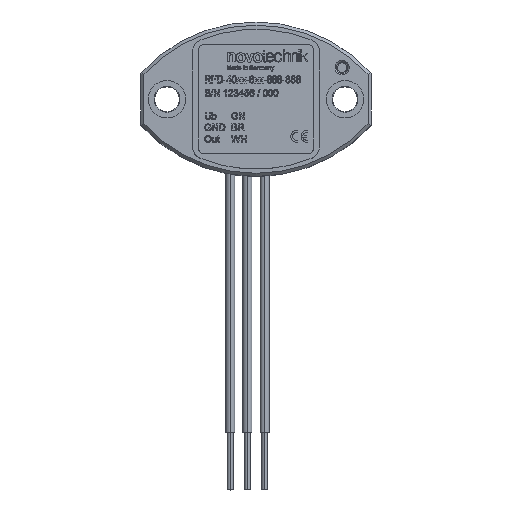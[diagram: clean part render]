
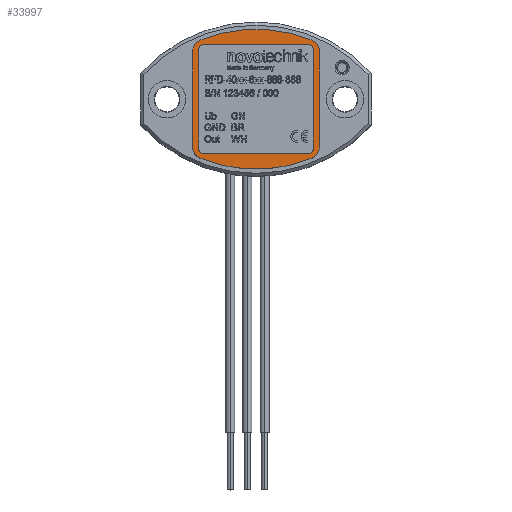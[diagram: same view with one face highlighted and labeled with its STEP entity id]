
A CAD part, top view. The second image highlights one B-rep face of the part: STEP entity #33997.
In plain terms, the highlighted planar face has unit normal (0, 0, 1).
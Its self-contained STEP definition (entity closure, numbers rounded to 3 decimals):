
#495 = AXIS2_PLACEMENT_3D ( 'NONE', #69363, #15052, #78457 ) ;
#5503 = B_SPLINE_CURVE_WITH_KNOTS ( 'NONE', 3,
 ( #8657, #46287, #64504, #10221, #73608, #19318, #82752, #28474, #91912, #37547 ),
 .UNSPECIFIED., .F., .F.,
 ( 4, 2, 2, 2, 4 ),
 ( 0., 0.001, 0.001, 0.002, 0.002 ),
 .UNSPECIFIED. ) ;
#6836 = CARTESIAN_POINT ( 'NONE',  ( -10.996, -8.417, 6.6 ) ) ;
#7620 = CARTESIAN_POINT ( 'NONE',  ( -10.767, -9.366, 6.6 ) ) ;
#8657 = CARTESIAN_POINT ( 'NONE',  ( -9.754, 10.267, 6.6 ) ) ;
#8659 = EDGE_CURVE ( 'NONE', #45185, #28691, #25050, .T. ) ;
#10221 = CARTESIAN_POINT ( 'NONE',  ( -10.412, 9.842, 6.6 ) ) ;
#10498 = VECTOR ( 'NONE', #94625, 1000. ) ;
#10816 = FACE_OUTER_BOUND ( 'NONE', #22848, .T. ) ;
#10884 = CARTESIAN_POINT ( 'NONE',  ( 9.938, -10.192, 6.6 ) ) ;
#11652 = CARTESIAN_POINT ( 'NONE',  ( 10.106, -10.092, 6.6 ) ) ;
#12244 = CARTESIAN_POINT ( 'NONE',  ( -10.996, -8.417, 6.6 ) ) ;
#13082 = PLANE ( 'NONE',  #32441 ) ;
#13135 = CARTESIAN_POINT ( 'NONE',  ( 10.967, 8.809, 6.6 ) ) ;
#13259 = CARTESIAN_POINT ( 'NONE',  ( 9.938, 10.192, 6.6 ) ) ;
#14700 = LINE ( 'NONE', #98643, #111224 ) ;
#14714 = EDGE_CURVE ( 'NONE', #61370, #45185, #14700, .T. ) ;
#15052 = DIRECTION ( 'NONE',  ( 0., 0., 1. ) ) ;
#16338 = CARTESIAN_POINT ( 'NONE',  ( -10.996, -8.615, 6.6 ) ) ;
#16749 = CARTESIAN_POINT ( 'NONE',  ( -10.414, -9.841, 6.6 ) ) ;
#17022 = DIRECTION ( 'NONE',  ( 0., 1., 0. ) ) ;
#19318 = CARTESIAN_POINT ( 'NONE',  ( -10.765, 9.369, 6.6 ) ) ;
#19994 = CARTESIAN_POINT ( 'NONE',  ( -9.754, 10.267, 6.6 ) ) ;
#20747 = CARTESIAN_POINT ( 'NONE',  ( 10.546, -9.696, 6.6 ) ) ;
#22848 = EDGE_LOOP ( 'NONE', ( #54335, #75945, #61437, #76079, #78323, #112735, #113335, #24446 ) ) ;
#24446 = ORIENTED_EDGE ( 'NONE', *, *, #82417, .T. ) ;
#25050 = B_SPLINE_CURVE_WITH_KNOTS ( 'NONE', 3,
 ( #77621, #60003, #13135, #61721, #99994, #110093, #58326, #114437, #13259, #53787 ),
 .UNSPECIFIED., .F., .F.,
 ( 4, 2, 2, 2, 4 ),
 ( 0., 0.001, 0.001, 0.002, 0.002 ),
 .UNSPECIFIED. ) ;
#25890 = CARTESIAN_POINT ( 'NONE',  ( -9.938, -10.192, 6.6 ) ) ;
#28474 = CARTESIAN_POINT ( 'NONE',  ( -10.966, 8.814, 6.6 ) ) ;
#28691 = VERTEX_POINT ( 'NONE', #56910 ) ;
#29900 = CARTESIAN_POINT ( 'NONE',  ( 10.851, -9.189, 6.6 ) ) ;
#31766 = CARTESIAN_POINT ( 'NONE',  ( 0., -14.1, 6.6 ) ) ;
#32441 = AXIS2_PLACEMENT_3D ( 'NONE', #31766, #95196, #40859 ) ;
#33997 = ADVANCED_FACE ( 'NONE', ( #10816 ), #13082, .T. ) ;
#37474 = EDGE_CURVE ( 'NONE', #70392, #110215, #79954, .T. ) ;
#37547 = CARTESIAN_POINT ( 'NONE',  ( -10.996, 8.417, 6.6 ) ) ;
#38240 = DIRECTION ( 'NONE',  ( 0., 0., 1. ) ) ;
#38991 = CARTESIAN_POINT ( 'NONE',  ( 10.996, -8.615, 6.6 ) ) ;
#40859 = DIRECTION ( 'NONE',  ( 1., 0., 0. ) ) ;
#45185 = VERTEX_POINT ( 'NONE', #57777 ) ;
#45651 = EDGE_CURVE ( 'NONE', #57367, #70392, #5503, .T. ) ;
#46287 = CARTESIAN_POINT ( 'NONE',  ( -9.938, 10.192, 6.6 ) ) ;
#50376 = B_SPLINE_CURVE_WITH_KNOTS ( 'NONE', 3,
 ( #92974, #10884, #11652, #75068, #20747, #84199, #29900, #93363, #38991, #102420 ),
 .UNSPECIFIED., .F., .F.,
 ( 4, 2, 2, 2, 4 ),
 ( 0., 0.001, 0.001, 0.002, 0.002 ),
 .UNSPECIFIED. ) ;
#52817 = VERTEX_POINT ( 'NONE', #88607 ) ;
#53787 = CARTESIAN_POINT ( 'NONE',  ( 9.754, 10.267, 6.6 ) ) ;
#54335 = ORIENTED_EDGE ( 'NONE', *, *, #116915, .T. ) ;
#54547 = CARTESIAN_POINT ( 'NONE',  ( 10.996, -8.417, 6.6 ) ) ;
#56910 = CARTESIAN_POINT ( 'NONE',  ( 9.754, 10.267, 6.6 ) ) ;
#57367 = VERTEX_POINT ( 'NONE', #19994 ) ;
#57777 = CARTESIAN_POINT ( 'NONE',  ( 10.996, 8.417, 6.6 ) ) ;
#58326 = CARTESIAN_POINT ( 'NONE',  ( 10.414, 9.841, 6.6 ) ) ;
#60003 = CARTESIAN_POINT ( 'NONE',  ( 10.996, 8.615, 6.6 ) ) ;
#61370 = VERTEX_POINT ( 'NONE', #54547 ) ;
#61437 = ORIENTED_EDGE ( 'NONE', *, *, #14714, .T. ) ;
#61721 = CARTESIAN_POINT ( 'NONE',  ( 10.852, 9.187, 6.6 ) ) ;
#61907 = CARTESIAN_POINT ( 'NONE',  ( -10.852, -9.187, 6.6 ) ) ;
#64504 = CARTESIAN_POINT ( 'NONE',  ( -10.106, 10.092, 6.6 ) ) ;
#69363 = CARTESIAN_POINT ( 'NONE',  ( 0., 13.55, 6.6 ) ) ;
#70392 = VERTEX_POINT ( 'NONE', #103336 ) ;
#71020 = CARTESIAN_POINT ( 'NONE',  ( -10.548, -9.693, 6.6 ) ) ;
#73608 = CARTESIAN_POINT ( 'NONE',  ( -10.546, 9.696, 6.6 ) ) ;
#75068 = CARTESIAN_POINT ( 'NONE',  ( 10.412, -9.842, 6.6 ) ) ;
#75505 = CARTESIAN_POINT ( 'NONE',  ( 9.754, -10.267, 6.6 ) ) ;
#75945 = ORIENTED_EDGE ( 'NONE', *, *, #80351, .T. ) ;
#76079 = ORIENTED_EDGE ( 'NONE', *, *, #8659, .T. ) ;
#77621 = CARTESIAN_POINT ( 'NONE',  ( 10.996, 8.417, 6.6 ) ) ;
#78053 = VERTEX_POINT ( 'NONE', #75505 ) ;
#78323 = ORIENTED_EDGE ( 'NONE', *, *, #80329, .T. ) ;
#78457 = DIRECTION ( 'NONE',  ( 1., 0., 0. ) ) ;
#79954 = LINE ( 'NONE', #85889, #10498 ) ;
#80135 = CARTESIAN_POINT ( 'NONE',  ( -10.11, -10.089, 6.6 ) ) ;
#80329 = EDGE_CURVE ( 'NONE', #28691, #57367, #92136, .T. ) ;
#80351 = EDGE_CURVE ( 'NONE', #78053, #61370, #50376, .T. ) ;
#82417 = EDGE_CURVE ( 'NONE', #110215, #52817, #84490, .T. ) ;
#82752 = CARTESIAN_POINT ( 'NONE',  ( -10.851, 9.189, 6.6 ) ) ;
#84199 = CARTESIAN_POINT ( 'NONE',  ( 10.765, -9.369, 6.6 ) ) ;
#84490 = B_SPLINE_CURVE_WITH_KNOTS ( 'NONE', 3,
 ( #6836, #16338, #116314, #61907, #7620, #71020, #16749, #80135, #25890, #89300 ),
 .UNSPECIFIED., .F., .F.,
 ( 4, 2, 2, 2, 4 ),
 ( 0., 0.001, 0.001, 0.002, 0.002 ),
 .UNSPECIFIED. ) ;
#85889 = CARTESIAN_POINT ( 'NONE',  ( -10.996, -14.1, 6.6 ) ) ;
#88607 = CARTESIAN_POINT ( 'NONE',  ( -9.754, -10.267, 6.6 ) ) ;
#89300 = CARTESIAN_POINT ( 'NONE',  ( -9.754, -10.267, 6.6 ) ) ;
#91912 = CARTESIAN_POINT ( 'NONE',  ( -10.996, 8.615, 6.6 ) ) ;
#92116 = AXIS2_PLACEMENT_3D ( 'NONE', #92572, #38240, #101640 ) ;
#92136 = CIRCLE ( 'NONE', #92116, 25.737 ) ;
#92572 = CARTESIAN_POINT ( 'NONE',  ( 0., -13.55, 6.6 ) ) ;
#92974 = CARTESIAN_POINT ( 'NONE',  ( 9.754, -10.267, 6.6 ) ) ;
#93363 = CARTESIAN_POINT ( 'NONE',  ( 10.966, -8.814, 6.6 ) ) ;
#94625 = DIRECTION ( 'NONE',  ( 0., -1., 0. ) ) ;
#95196 = DIRECTION ( 'NONE',  ( 0., 0., 1. ) ) ;
#98643 = CARTESIAN_POINT ( 'NONE',  ( 10.996, -14.1, 6.6 ) ) ;
#99994 = CARTESIAN_POINT ( 'NONE',  ( 10.767, 9.366, 6.6 ) ) ;
#100148 = CIRCLE ( 'NONE', #495, 25.737 ) ;
#101640 = DIRECTION ( 'NONE',  ( 1., 0., 0. ) ) ;
#102420 = CARTESIAN_POINT ( 'NONE',  ( 10.996, -8.417, 6.6 ) ) ;
#103336 = CARTESIAN_POINT ( 'NONE',  ( -10.996, 8.417, 6.6 ) ) ;
#110093 = CARTESIAN_POINT ( 'NONE',  ( 10.548, 9.693, 6.6 ) ) ;
#110215 = VERTEX_POINT ( 'NONE', #12244 ) ;
#111224 = VECTOR ( 'NONE', #17022, 1000. ) ;
#112735 = ORIENTED_EDGE ( 'NONE', *, *, #45651, .T. ) ;
#113335 = ORIENTED_EDGE ( 'NONE', *, *, #37474, .T. ) ;
#114437 = CARTESIAN_POINT ( 'NONE',  ( 10.11, 10.089, 6.6 ) ) ;
#116314 = CARTESIAN_POINT ( 'NONE',  ( -10.967, -8.809, 6.6 ) ) ;
#116915 = EDGE_CURVE ( 'NONE', #52817, #78053, #100148, .T. ) ;
